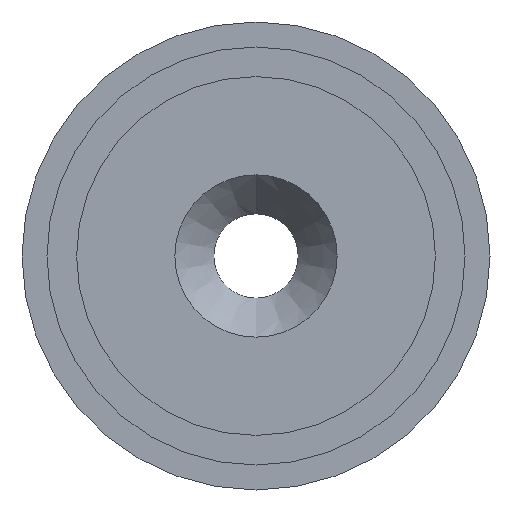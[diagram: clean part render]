
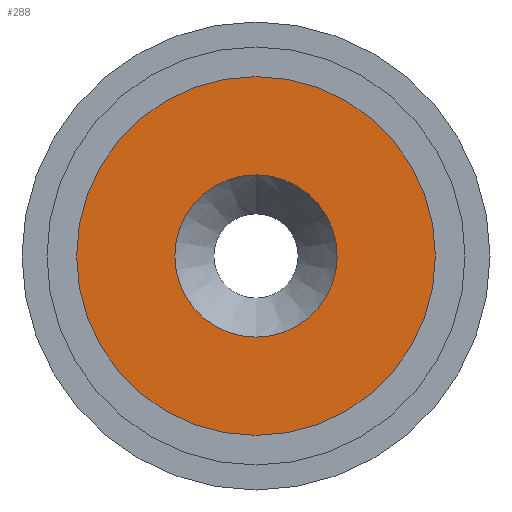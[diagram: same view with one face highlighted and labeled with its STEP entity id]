
A CAD part, front view. The second image highlights one B-rep face of the part: STEP entity #288.
In plain terms, the highlighted planar face has unit normal (0, -1, 0).
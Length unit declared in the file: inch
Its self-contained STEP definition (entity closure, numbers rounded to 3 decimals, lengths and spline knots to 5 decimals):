
#147 = DIRECTION ( 'NONE',  ( 0., 0., -1. ) ) ;
#148 = DIRECTION ( 'NONE',  ( 0., -1., 0. ) ) ;
#150 = CARTESIAN_POINT ( 'NONE',  ( 0., 0., 0. ) ) ;
#151 = PLANE ( 'NONE',  #360 ) ;
#234 = AXIS2_PLACEMENT_3D ( 'NONE', #621, #622, #623 ) ;
#238 = AXIS2_PLACEMENT_3D ( 'NONE', #642, #643, #644 ) ;
#243 = AXIS2_PLACEMENT_3D ( 'NONE', #639, #640, #641 ) ;
#245 = AXIS2_PLACEMENT_3D ( 'NONE', #624, #631, #632 ) ;
#288 = ADVANCED_FACE ( 'NONE', ( #351, #357 ), #151, .T. ) ;
#351 = FACE_OUTER_BOUND ( 'NONE', #888, .T. ) ;
#357 = FACE_BOUND ( 'NONE', #889, .T. ) ;
#360 = AXIS2_PLACEMENT_3D ( 'NONE', #150, #148, #147 ) ;
#425 = CIRCLE ( 'NONE', #234, 0.575 ) ;
#426 = CIRCLE ( 'NONE', #245, 0.26 ) ;
#428 = CIRCLE ( 'NONE', #243, 0.26 ) ;
#429 = CIRCLE ( 'NONE', #238, 0.575 ) ;
#502 = CARTESIAN_POINT ( 'NONE',  ( 0., 0., -0.26 ) ) ;
#526 = CARTESIAN_POINT ( 'NONE',  ( 0., 0., 0.575 ) ) ;
#527 = CARTESIAN_POINT ( 'NONE',  ( 0., 0., -0.575 ) ) ;
#528 = CARTESIAN_POINT ( 'NONE',  ( 0., 0., 0.26 ) ) ;
#621 = CARTESIAN_POINT ( 'NONE',  ( 0., 0., 0. ) ) ;
#622 = DIRECTION ( 'NONE',  ( 0., -1., 0. ) ) ;
#623 = DIRECTION ( 'NONE',  ( 0., 0., -1. ) ) ;
#624 = CARTESIAN_POINT ( 'NONE',  ( 0., 0., 0. ) ) ;
#631 = DIRECTION ( 'NONE',  ( 0., -1., 0. ) ) ;
#632 = DIRECTION ( 'NONE',  ( 0., 0., -1. ) ) ;
#639 = CARTESIAN_POINT ( 'NONE',  ( 0., 0., 0. ) ) ;
#640 = DIRECTION ( 'NONE',  ( 0., -1., 0. ) ) ;
#641 = DIRECTION ( 'NONE',  ( 0., 0., -1. ) ) ;
#642 = CARTESIAN_POINT ( 'NONE',  ( 0., 0., 0. ) ) ;
#643 = DIRECTION ( 'NONE',  ( 0., -1., 0. ) ) ;
#644 = DIRECTION ( 'NONE',  ( 0., 0., -1. ) ) ;
#785 = ORIENTED_EDGE ( 'NONE', *, *, #972, .F. ) ;
#786 = ORIENTED_EDGE ( 'NONE', *, *, #969, .F. ) ;
#787 = ORIENTED_EDGE ( 'NONE', *, *, #973, .T. ) ;
#788 = ORIENTED_EDGE ( 'NONE', *, *, #966, .T. ) ;
#888 = EDGE_LOOP ( 'NONE', ( #788, #787 ) ) ;
#889 = EDGE_LOOP ( 'NONE', ( #785, #786 ) ) ;
#894 = VERTEX_POINT ( 'NONE', #502 ) ;
#915 = VERTEX_POINT ( 'NONE', #526 ) ;
#916 = VERTEX_POINT ( 'NONE', #527 ) ;
#917 = VERTEX_POINT ( 'NONE', #528 ) ;
#966 = EDGE_CURVE ( 'NONE', #916, #915, #425, .T. ) ;
#969 = EDGE_CURVE ( 'NONE', #917, #894, #426, .T. ) ;
#972 = EDGE_CURVE ( 'NONE', #894, #917, #428, .T. ) ;
#973 = EDGE_CURVE ( 'NONE', #915, #916, #429, .T. ) ;
